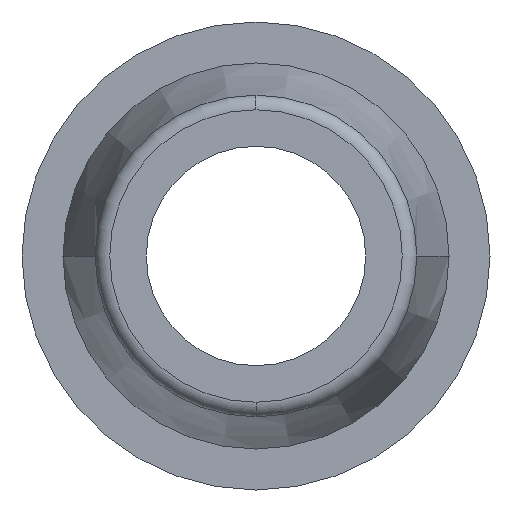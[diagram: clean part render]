
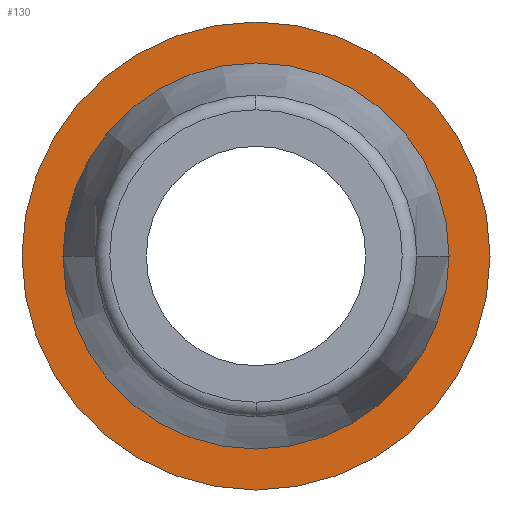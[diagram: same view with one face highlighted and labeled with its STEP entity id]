
A CAD part, front view. The second image highlights one B-rep face of the part: STEP entity #130.
In plain terms, the highlighted planar face has unit normal (0, -1, 0).
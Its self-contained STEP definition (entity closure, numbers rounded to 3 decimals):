
#130=ADVANCED_FACE('',(#287,#288),#289,.T.);
#287=FACE_OUTER_BOUND('',#466,.T.);
#288=FACE_BOUND('',#467,.T.);
#289=PLANE('',#468);
#466=EDGE_LOOP('',(#767,#768));
#467=EDGE_LOOP('',(#769,#770));
#468=AXIS2_PLACEMENT_3D('',#771,#772,#773);
#767=ORIENTED_EDGE('',*,*,#1059,.T.);
#768=ORIENTED_EDGE('',*,*,#1100,.T.);
#769=ORIENTED_EDGE('',*,*,#1062,.F.);
#770=ORIENTED_EDGE('',*,*,#1018,.F.);
#771=CARTESIAN_POINT('',(0.0,20.2,0.0));
#772=DIRECTION('',(0.0,-1.0,0.0));
#773=DIRECTION('',(-1.0,0.0,0.0));
#1018=EDGE_CURVE('',#1200,#1202,#1203,.T.);
#1059=EDGE_CURVE('',#1263,#1268,#1270,.T.);
#1062=EDGE_CURVE('',#1202,#1200,#1273,.T.);
#1100=EDGE_CURVE('',#1268,#1263,#1324,.T.);
#1200=VERTEX_POINT('',#1438);
#1202=VERTEX_POINT('',#1441);
#1203=CIRCLE('',#1442,6.6);
#1263=VERTEX_POINT('',#1511);
#1268=VERTEX_POINT('',#1517);
#1270=CIRCLE('',#1520,8.0);
#1273=CIRCLE('',#1523,6.6);
#1324=CIRCLE('',#1586,8.0);
#1438=CARTESIAN_POINT('',(6.6,20.2,0.));
#1441=CARTESIAN_POINT('',(-6.6,20.2,0.));
#1442=AXIS2_PLACEMENT_3D('',#1709,#1710,#1711);
#1511=CARTESIAN_POINT('',(8.0,20.2,0.0));
#1517=CARTESIAN_POINT('',(-8.0,20.2,0.));
#1520=AXIS2_PLACEMENT_3D('',#1783,#1784,#1785);
#1523=AXIS2_PLACEMENT_3D('',#1789,#1790,#1791);
#1586=AXIS2_PLACEMENT_3D('',#1846,#1847,#1848);
#1709=CARTESIAN_POINT('',(0.0,20.2,0.0));
#1710=DIRECTION('',(0.0,-1.0,0.0));
#1711=DIRECTION('',(1.0,0.0,0.0));
#1783=CARTESIAN_POINT('',(0.0,20.2,0.0));
#1784=DIRECTION('',(0.0,-1.0,0.0));
#1785=DIRECTION('',(1.0,0.0,0.0));
#1789=CARTESIAN_POINT('',(0.0,20.2,0.0));
#1790=DIRECTION('',(0.0,-1.0,0.0));
#1791=DIRECTION('',(1.0,0.0,0.0));
#1846=CARTESIAN_POINT('',(0.0,20.2,0.0));
#1847=DIRECTION('',(0.0,-1.0,0.0));
#1848=DIRECTION('',(1.0,0.0,0.0));
